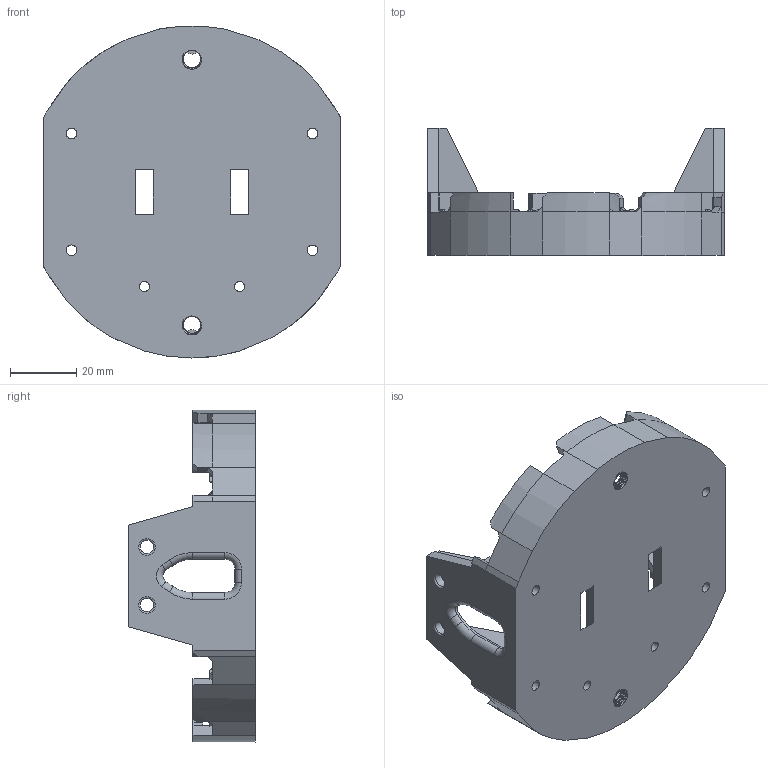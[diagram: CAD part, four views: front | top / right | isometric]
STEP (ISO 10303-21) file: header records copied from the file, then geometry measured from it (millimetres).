
FILE_DESCRIPTION(/* description */ (''),/* implementation_level */ '2;1');
FILE_NAME(/* name */ 'Base.step',/* time_stamp */ '2024-11-18T13:11:46-03:00',/* author */ (''),/* organization */ (''),/* preprocessor_version */ 'ST-DEVELOPER v20',/* originating_system */ 'Autodesk Translation Framework v13.20.0.188',/* authorisation */ '');
FILE_SCHEMA (('AUTOMOTIVE_DESIGN { 1 0 10303 214 3 1 1 }'));
Length unit declared in the file: millimetre
Products named in the file (1): Base
Bounding box: 89.3 x 38.2 x 99.94 mm (x, y, z)
Volume: 45826.3 mm3; surface area: 31812.9 mm2
Topology: 1 solids, 1 shells, 369 faces, 1022 edges, 656 vertices
Faces by surface type: plane 251, cylinder 96, torus 14, bspline 8
Full cylindrical faces by diameter (mm): 3 x4, 3.17 x4, 4 x4
Entity records: 13790 total; most frequent: CARTESIAN_POINT 4108, ORIENTED_EDGE 2044, DIRECTION 1991, EDGE_CURVE 1022, LINE 729, VECTOR 729, VERTEX_POINT 656, AXIS2_PLACEMENT_3D 631
